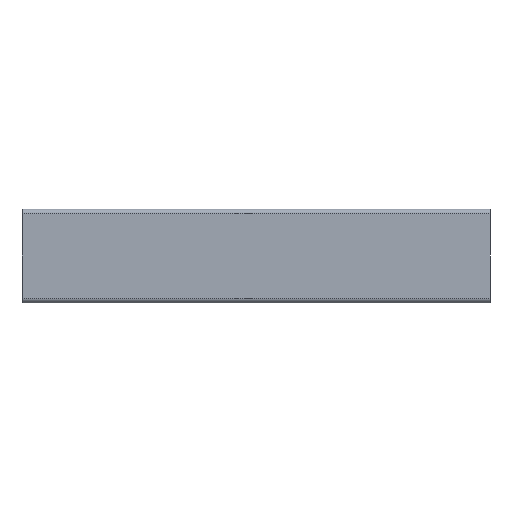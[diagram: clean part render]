
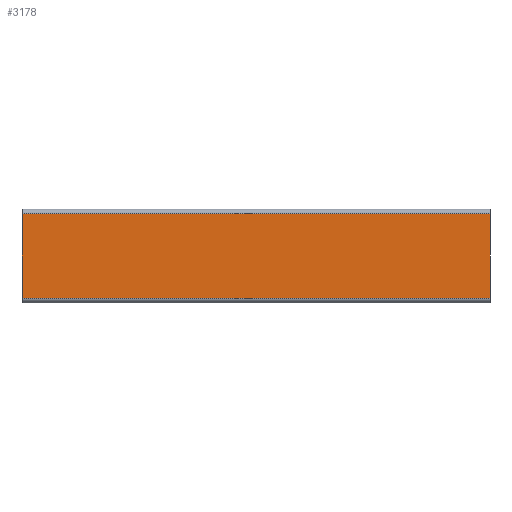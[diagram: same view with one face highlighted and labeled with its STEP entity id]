
A CAD part, left-side view. The second image highlights one B-rep face of the part: STEP entity #3178.
In plain terms, the highlighted face is planar.
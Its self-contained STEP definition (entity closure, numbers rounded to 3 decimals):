
#121 = VECTOR ( 'NONE', #2196, 1000. ) ;
#151 = VECTOR ( 'NONE', #2324, 1000. ) ;
#175 = VECTOR ( 'NONE', #2275, 1000. ) ;
#210 = VECTOR ( 'NONE', #2430, 1000. ) ;
#567 = AXIS2_PLACEMENT_3D ( 'NONE', #1480, #1460, #1481 ) ;
#1187 = CARTESIAN_POINT ( 'NONE',  ( 30., 27., 0. ) ) ;
#1194 = CARTESIAN_POINT ( 'NONE',  ( 30., 27., -300. ) ) ;
#1198 = CARTESIAN_POINT ( 'NONE',  ( 30., -27., -300. ) ) ;
#1210 = CARTESIAN_POINT ( 'NONE',  ( 30., -27., 0. ) ) ;
#1460 = DIRECTION ( 'NONE',  ( 1., 0., 0. ) ) ;
#1465 = PLANE ( 'NONE',  #567 ) ;
#1472 = FACE_OUTER_BOUND ( 'NONE', #3275, .T. ) ;
#1480 = CARTESIAN_POINT ( 'NONE',  ( 30., -27., -300. ) ) ;
#1481 = DIRECTION ( 'NONE',  ( 0., 0., -1. ) ) ;
#2195 = CARTESIAN_POINT ( 'NONE',  ( 30., -27., -300. ) ) ;
#2196 = DIRECTION ( 'NONE',  ( 0., 1., 0. ) ) ;
#2217 = LINE ( 'NONE', #2195, #121 ) ;
#2270 = CARTESIAN_POINT ( 'NONE',  ( 30., 27., -300. ) ) ;
#2275 = DIRECTION ( 'NONE',  ( 0., 0., 1. ) ) ;
#2277 = LINE ( 'NONE', #2270, #175 ) ;
#2311 = LINE ( 'NONE', #2315, #151 ) ;
#2315 = CARTESIAN_POINT ( 'NONE',  ( 30., -27., 0. ) ) ;
#2324 = DIRECTION ( 'NONE',  ( 0., 1., 0. ) ) ;
#2430 = DIRECTION ( 'NONE',  ( 0., 0., 1. ) ) ;
#2433 = LINE ( 'NONE', #2445, #210 ) ;
#2445 = CARTESIAN_POINT ( 'NONE',  ( 30., -27., -300. ) ) ;
#3178 = ADVANCED_FACE ( 'PLANAR_11', ( #1472 ), #1465, .T. ) ;
#3275 = EDGE_LOOP ( 'NONE', ( #3378, #3478, #3368, #3399 ) ) ;
#3368 = ORIENTED_EDGE ( 'NONE', *, *, #4049, .T. ) ;
#3378 = ORIENTED_EDGE ( 'NONE', *, *, #4085, .F. ) ;
#3399 = ORIENTED_EDGE ( 'NONE', *, *, #4070, .T. ) ;
#3478 = ORIENTED_EDGE ( 'NONE', *, *, #4124, .F. ) ;
#4049 = EDGE_CURVE ( 'NONE', #5403, #5405, #2217, .T. ) ;
#4070 = EDGE_CURVE ( 'NONE', #5405, #5409, #2277, .T. ) ;
#4085 = EDGE_CURVE ( 'NONE', #5429, #5409, #2311, .T. ) ;
#4124 = EDGE_CURVE ( 'NONE', #5403, #5429, #2433, .T. ) ;
#5403 = VERTEX_POINT ( 'NONE', #1198 ) ;
#5405 = VERTEX_POINT ( 'NONE', #1194 ) ;
#5409 = VERTEX_POINT ( 'NONE', #1187 ) ;
#5429 = VERTEX_POINT ( 'NONE', #1210 ) ;
